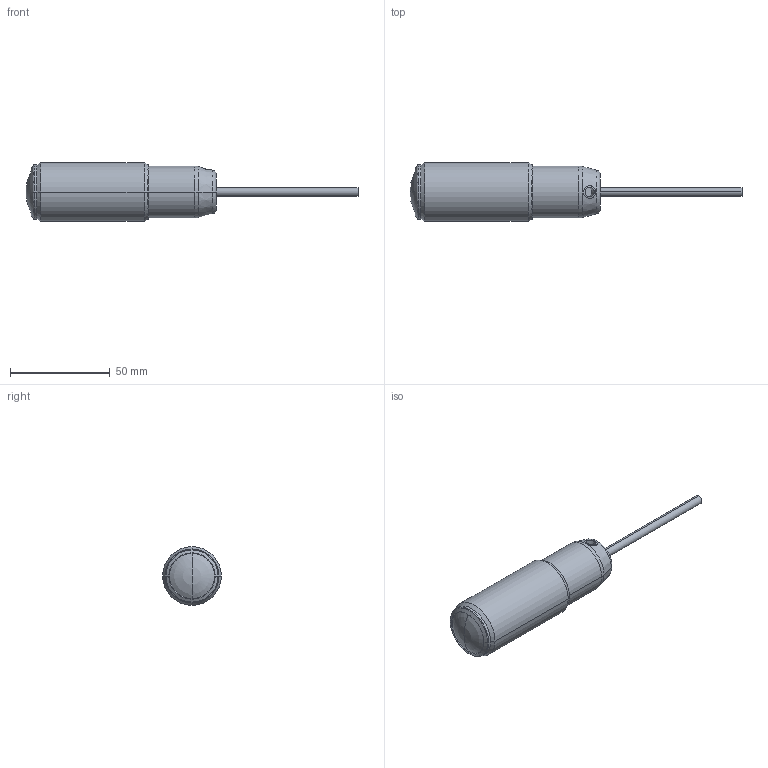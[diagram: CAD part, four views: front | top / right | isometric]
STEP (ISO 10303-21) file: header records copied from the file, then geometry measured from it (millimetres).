
FILE_DESCRIPTION((''),'2;1');
FILE_NAME('193069_ASM','2016-03-11T',('pdmadmin'),(''),'PRO/ENGINEER BY PARAMETRIC TECHNOLOGY CORPORATION, 2013230','PRO/ENGINEER BY PARAMETRIC TECHNOLOGY CORPORATION, 2013230','');
FILE_SCHEMA(('CONFIG_CONTROL_DESIGN'));
Length unit declared in the file: millimetre
Products named in the file (7): 121166; 121167_CRIMPED; 121894; 09036; 121928_ASM; 116946; 193069_ASM
Assembly tree (6 placements, depth 3):
  193069_ASM
    121166
    121928_ASM
      121167_CRIMPED
      121894
      09036
    116946
Bounding box: 166.78 x 29.46 x 29.46 mm (x, y, z)
Volume: 27383.5 mm3; surface area: 25176.3 mm2
Topology: 5 solids, 7 shells, 92 faces, 188 edges, 109 vertices
Faces by surface type: cylinder 40, cone 22, plane 14, torus 12, bspline 2, sphere 2
Entity records: 2758 total; most frequent: CARTESIAN_POINT 547, DIRECTION 522, ORIENTED_EDGE 364, AXIS2_PLACEMENT_3D 230, EDGE_CURVE 186, CIRCLE 120, VERTEX_POINT 109, EDGE_LOOP 103
